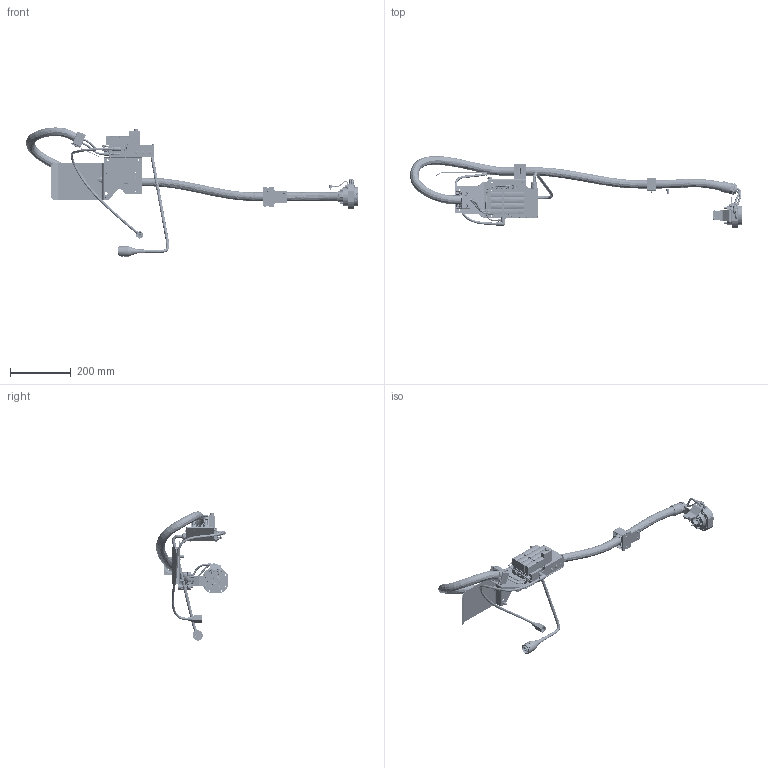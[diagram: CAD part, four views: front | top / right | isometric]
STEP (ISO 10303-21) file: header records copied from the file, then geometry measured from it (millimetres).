
FILE_DESCRIPTION (( 'STEP AP203' ), '1' );
FILE_NAME ('TS104-203.STEP', '2021-05-20T11:45:28', ( '' ), ( '' ), 'SwSTEP 2.0', 'SolidWorks 2019', '' );
FILE_SCHEMA (( 'CONFIG_CONTROL_DESIGN' ));
Products named in the file (1): TS104-203
Bounding box: 1092.54 x 236.3 x 425.07 mm (x, y, z)
Volume: 1750475.4 mm3; surface area: 913807.3 mm2
Topology: 175 solids, 177 shells, 7211 faces, 17598 edges, 11326 vertices
Faces by surface type: plane 2851, cylinder 2641, bspline 905, cone 392, torus 354, sphere 68
Entity records: 320149 total; most frequent: CARTESIAN_POINT 151626, ORIENTED_EDGE 34936, DIRECTION 34515, EDGE_CURVE 17468, AXIS2_PLACEMENT_3D 12873, VERTEX_POINT 11290, VECTOR 8769, LINE 8769
